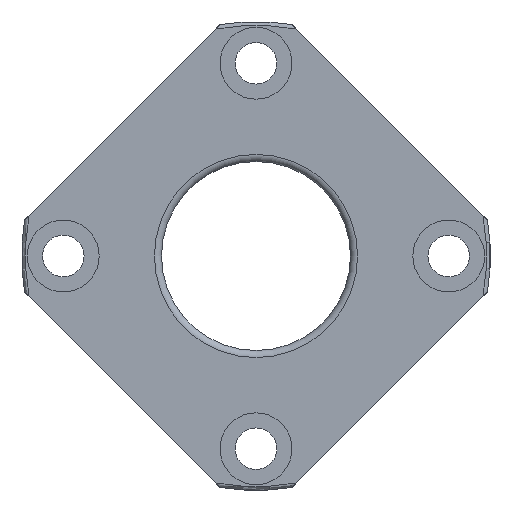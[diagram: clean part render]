
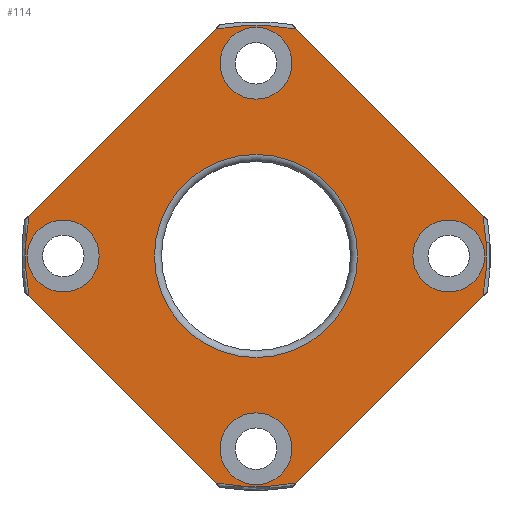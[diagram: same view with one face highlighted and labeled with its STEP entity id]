
A CAD part, left-side view. The second image highlights one B-rep face of the part: STEP entity #114.
In plain terms, the highlighted planar face has unit normal (-1, 0, 0).
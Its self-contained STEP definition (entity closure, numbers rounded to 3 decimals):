
#114 = ADVANCED_FACE( '', ( #245, #246, #247, #248, #249, #250 ), #251, .T. );
#245 = FACE_BOUND( '', #388, .T. );
#246 = FACE_BOUND( '', #389, .T. );
#247 = FACE_OUTER_BOUND( '', #390, .T. );
#248 = FACE_BOUND( '', #391, .T. );
#249 = FACE_BOUND( '', #392, .T. );
#250 = FACE_BOUND( '', #393, .T. );
#251 = PLANE( '', #394 );
#388 = EDGE_LOOP( '', ( #631 ) );
#389 = EDGE_LOOP( '', ( #632 ) );
#390 = EDGE_LOOP( '', ( #633, #634, #635, #636, #637, #638, #639, #640 ) );
#391 = EDGE_LOOP( '', ( #641 ) );
#392 = EDGE_LOOP( '', ( #642 ) );
#393 = EDGE_LOOP( '', ( #643 ) );
#394 = AXIS2_PLACEMENT_3D( '', #644, #645, #646 );
#631 = ORIENTED_EDGE( '', *, *, #808, .T. );
#632 = ORIENTED_EDGE( '', *, *, #789, .T. );
#633 = ORIENTED_EDGE( '', *, *, #791, .F. );
#634 = ORIENTED_EDGE( '', *, *, #733, .F. );
#635 = ORIENTED_EDGE( '', *, *, #771, .F. );
#636 = ORIENTED_EDGE( '', *, *, #809, .F. );
#637 = ORIENTED_EDGE( '', *, *, #757, .F. );
#638 = ORIENTED_EDGE( '', *, *, #810, .F. );
#639 = ORIENTED_EDGE( '', *, *, #742, .F. );
#640 = ORIENTED_EDGE( '', *, *, #796, .F. );
#641 = ORIENTED_EDGE( '', *, *, #800, .T. );
#642 = ORIENTED_EDGE( '', *, *, #724, .T. );
#643 = ORIENTED_EDGE( '', *, *, #805, .T. );
#644 = CARTESIAN_POINT( '', ( 0., 30.5, 0. ) );
#645 = DIRECTION( '', ( -1., 0., 0. ) );
#646 = DIRECTION( '', ( 0., 0., 1. ) );
#724 = EDGE_CURVE( '', #838, #838, #839, .T. );
#733 = EDGE_CURVE( '', #851, #854, #855, .T. );
#742 = EDGE_CURVE( '', #868, #870, #871, .T. );
#757 = EDGE_CURVE( '', #895, #897, #898, .T. );
#771 = EDGE_CURVE( '', #917, #851, #919, .T. );
#789 = EDGE_CURVE( '', #943, #943, #944, .F. );
#791 = EDGE_CURVE( '', #854, #946, #947, .T. );
#796 = EDGE_CURVE( '', #946, #868, #953, .T. );
#800 = EDGE_CURVE( '', #958, #958, #959, .T. );
#805 = EDGE_CURVE( '', #965, #965, #966, .T. );
#808 = EDGE_CURVE( '', #969, #969, #970, .T. );
#809 = EDGE_CURVE( '', #897, #917, #971, .T. );
#810 = EDGE_CURVE( '', #870, #895, #972, .T. );
#838 = VERTEX_POINT( '', #1016 );
#839 = CIRCLE( '', #1017, 4.75 );
#851 = VERTEX_POINT( '', #1029 );
#854 = VERTEX_POINT( '', #1039 );
#855 = CIRCLE( '', #1040, 30.5 );
#868 = VERTEX_POINT( '', #1070 );
#870 = VERTEX_POINT( '', #1081 );
#871 = LINE( '', #1082, #1083 );
#895 = VERTEX_POINT( '', #1143 );
#897 = VERTEX_POINT( '', #1154 );
#898 = LINE( '', #1155, #1156 );
#917 = VERTEX_POINT( '', #1192 );
#919 = LINE( '', #1203, #1204 );
#943 = VERTEX_POINT( '', #1239 );
#944 = CIRCLE( '', #1240, 4.75 );
#946 = VERTEX_POINT( '', #1242 );
#947 = LINE( '', #1243, #1244 );
#953 = CIRCLE( '', #1259, 30.5 );
#958 = VERTEX_POINT( '', #1264 );
#959 = CIRCLE( '', #1265, 4.75 );
#965 = VERTEX_POINT( '', #1271 );
#966 = CIRCLE( '', #1272, 4.75 );
#969 = VERTEX_POINT( '', #1275 );
#970 = CIRCLE( '', #1276, 13.438 );
#971 = CIRCLE( '', #1277, 30.5 );
#972 = CIRCLE( '', #1278, 30.5 );
#1016 = CARTESIAN_POINT( '', ( 0., -25.5, -4.75 ) );
#1017 = AXIS2_PLACEMENT_3D( '', #1304, #1305, #1306 );
#1029 = CARTESIAN_POINT( '', ( 0., 30.032, -5.324 ) );
#1039 = CARTESIAN_POINT( '', ( 0., 30.032, 5.324 ) );
#1040 = AXIS2_PLACEMENT_3D( '', #1319, #1320, #1321 );
#1070 = CARTESIAN_POINT( '', ( 0., -5.324, 30.032 ) );
#1081 = CARTESIAN_POINT( '', ( 0., -30.032, 5.324 ) );
#1082 = CARTESIAN_POINT( '', ( 0., 0., 35.355 ) );
#1083 = VECTOR( '', #1329, 1000. );
#1143 = CARTESIAN_POINT( '', ( 0., -30.032, -5.324 ) );
#1154 = CARTESIAN_POINT( '', ( 0., -5.324, -30.032 ) );
#1155 = CARTESIAN_POINT( '', ( 0., -35.355, 0. ) );
#1156 = VECTOR( '', #1340, 1000. );
#1192 = CARTESIAN_POINT( '', ( 0., 5.324, -30.032 ) );
#1203 = CARTESIAN_POINT( '', ( 0., 0., -35.355 ) );
#1204 = VECTOR( '', #1356, 1000. );
#1239 = CARTESIAN_POINT( '', ( 0., 25.5, 4.75 ) );
#1240 = AXIS2_PLACEMENT_3D( '', #1383, #1384, #1385 );
#1242 = CARTESIAN_POINT( '', ( 0., 5.324, 30.032 ) );
#1243 = CARTESIAN_POINT( '', ( 0., 35.355, 0. ) );
#1244 = VECTOR( '', #1386, 1000. );
#1259 = AXIS2_PLACEMENT_3D( '', #1389, #1390, #1391 );
#1264 = CARTESIAN_POINT( '', ( 0., 0., -30.25 ) );
#1265 = AXIS2_PLACEMENT_3D( '', #1398, #1399, #1400 );
#1271 = CARTESIAN_POINT( '', ( 0., 0., 20.75 ) );
#1272 = AXIS2_PLACEMENT_3D( '', #1404, #1405, #1406 );
#1275 = CARTESIAN_POINT( '', ( 0., 0., -13.438 ) );
#1276 = AXIS2_PLACEMENT_3D( '', #1407, #1408, #1409 );
#1277 = AXIS2_PLACEMENT_3D( '', #1410, #1411, #1412 );
#1278 = AXIS2_PLACEMENT_3D( '', #1413, #1414, #1415 );
#1304 = CARTESIAN_POINT( '', ( 0., -25.5, 0. ) );
#1305 = DIRECTION( '', ( 1., 0., 0. ) );
#1306 = DIRECTION( '', ( 0., 0., -1. ) );
#1319 = CARTESIAN_POINT( '', ( 0., 0., 0. ) );
#1320 = DIRECTION( '', ( 1., 0., 0. ) );
#1321 = DIRECTION( '', ( 0., 0., -1. ) );
#1329 = DIRECTION( '', ( 0., -0.707, -0.707 ) );
#1340 = DIRECTION( '', ( 0., 0.707, -0.707 ) );
#1356 = DIRECTION( '', ( 0., 0.707, 0.707 ) );
#1383 = CARTESIAN_POINT( '', ( 0., 25.5, 0. ) );
#1384 = DIRECTION( '', ( -1., 0., 0. ) );
#1385 = DIRECTION( '', ( 0., 0., 1. ) );
#1386 = DIRECTION( '', ( 0., -0.707, 0.707 ) );
#1389 = CARTESIAN_POINT( '', ( 0., 0., 0. ) );
#1390 = DIRECTION( '', ( 1., 0., 0. ) );
#1391 = DIRECTION( '', ( 0., 0., -1. ) );
#1398 = CARTESIAN_POINT( '', ( 0., 0., -25.5 ) );
#1399 = DIRECTION( '', ( 1., 0., 0. ) );
#1400 = DIRECTION( '', ( 0., 0., -1. ) );
#1404 = CARTESIAN_POINT( '', ( 0., 0., 25.5 ) );
#1405 = DIRECTION( '', ( 1., 0., 0. ) );
#1406 = DIRECTION( '', ( 0., 0., -1. ) );
#1407 = CARTESIAN_POINT( '', ( 0., 0., 0. ) );
#1408 = DIRECTION( '', ( 1., 0., 0. ) );
#1409 = DIRECTION( '', ( 0., 0., -1. ) );
#1410 = CARTESIAN_POINT( '', ( 0., 0., 0. ) );
#1411 = DIRECTION( '', ( 1., 0., 0. ) );
#1412 = DIRECTION( '', ( 0., 0., -1. ) );
#1413 = CARTESIAN_POINT( '', ( 0., 0., 0. ) );
#1414 = DIRECTION( '', ( 1., 0., 0. ) );
#1415 = DIRECTION( '', ( 0., 0., -1. ) );
